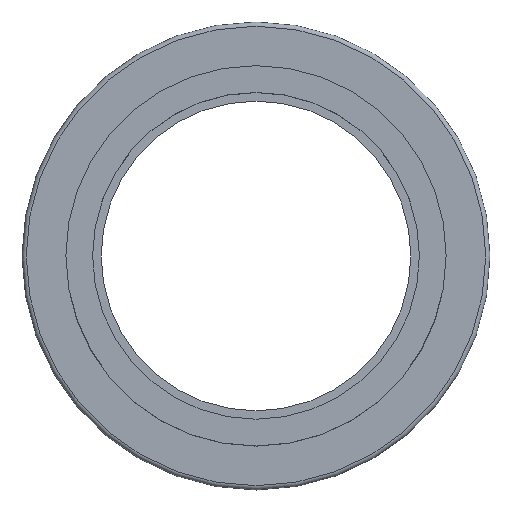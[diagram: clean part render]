
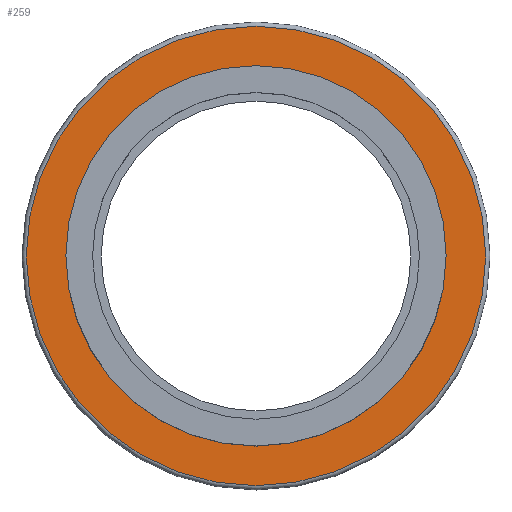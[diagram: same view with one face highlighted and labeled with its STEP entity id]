
A CAD part, top view. The second image highlights one B-rep face of the part: STEP entity #259.
In plain terms, the highlighted planar face has unit normal (0, 0, 1).
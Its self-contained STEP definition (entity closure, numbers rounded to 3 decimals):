
#31 = TOROIDAL_SURFACE('',#32,27.,0.5);
#32 = AXIS2_PLACEMENT_3D('',#33,#34,#35);
#33 = CARTESIAN_POINT('',(0.,0.,2.5));
#34 = DIRECTION('',(0.,0.,1.));
#35 = DIRECTION('',(1.,0.,0.));
#100 = VERTEX_POINT('',#101);
#101 = CARTESIAN_POINT('',(27.,0.,3.));
#126 = EDGE_CURVE('',#100,#100,#127,.T.);
#127 = SURFACE_CURVE('',#128,(#133,#162),.PCURVE_S1.);
#128 = CIRCLE('',#129,27.);
#129 = AXIS2_PLACEMENT_3D('',#130,#131,#132);
#130 = CARTESIAN_POINT('',(0.,0.,3.));
#131 = DIRECTION('',(0.,0.,-1.));
#132 = DIRECTION('',(-1.,0.,0.));
#133 = PCURVE('',#31,#134);
#134 = DEFINITIONAL_REPRESENTATION('',(#135),#161);
#135 = B_SPLINE_CURVE_WITH_KNOTS('',3,(#136,#137,#138,#139,#140,#141,
    #142,#143,#144,#145,#146,#147,#148,#149,#150,#151,#152,#153,#154,
    #155,#156,#157,#158,#159,#160),.UNSPECIFIED.,.F.,.F.,(4,1,1,1,1,1,1,
    1,1,1,1,1,1,1,1,1,1,1,1,1,1,1,4),(3.142,3.427,
    3.713,3.998,4.284,4.57,
    4.855,5.141,5.426,5.712,
    5.998,6.283,6.569,6.854,
    7.14,7.426,7.711,7.997,
    8.282,8.568,8.854,9.139,
    9.425),.QUASI_UNIFORM_KNOTS.);
#136 = CARTESIAN_POINT('',(6.283,7.854));
#137 = CARTESIAN_POINT('',(6.188,7.854));
#138 = CARTESIAN_POINT('',(5.998,7.854));
#139 = CARTESIAN_POINT('',(5.712,7.854));
#140 = CARTESIAN_POINT('',(5.426,7.854));
#141 = CARTESIAN_POINT('',(5.141,7.854));
#142 = CARTESIAN_POINT('',(4.855,7.854));
#143 = CARTESIAN_POINT('',(4.57,7.854));
#144 = CARTESIAN_POINT('',(4.284,7.854));
#145 = CARTESIAN_POINT('',(3.998,7.854));
#146 = CARTESIAN_POINT('',(3.713,7.854));
#147 = CARTESIAN_POINT('',(3.427,7.854));
#148 = CARTESIAN_POINT('',(3.142,7.854));
#149 = CARTESIAN_POINT('',(2.856,7.854));
#150 = CARTESIAN_POINT('',(2.57,7.854));
#151 = CARTESIAN_POINT('',(2.285,7.854));
#152 = CARTESIAN_POINT('',(1.999,7.854));
#153 = CARTESIAN_POINT('',(1.714,7.854));
#154 = CARTESIAN_POINT('',(1.428,7.854));
#155 = CARTESIAN_POINT('',(1.142,7.854));
#156 = CARTESIAN_POINT('',(0.857,7.854));
#157 = CARTESIAN_POINT('',(0.571,7.854));
#158 = CARTESIAN_POINT('',(0.286,7.854));
#159 = CARTESIAN_POINT('',(0.095,7.854));
#160 = CARTESIAN_POINT('',(0.,7.854));
#161 = ( GEOMETRIC_REPRESENTATION_CONTEXT(2) 
PARAMETRIC_REPRESENTATION_CONTEXT() REPRESENTATION_CONTEXT('2D SPACE',''
  ) );
#162 = PCURVE('',#163,#168);
#163 = PLANE('',#164);
#164 = AXIS2_PLACEMENT_3D('',#165,#166,#167);
#165 = CARTESIAN_POINT('',(0.,0.,3.)
  );
#166 = DIRECTION('',(0.,0.,1.));
#167 = DIRECTION('',(1.,0.,0.));
#168 = DEFINITIONAL_REPRESENTATION('',(#169),#177);
#169 = ( BOUNDED_CURVE() B_SPLINE_CURVE(2,(#170,#171,#172,#173,#174,#175
,#176),.UNSPECIFIED.,.F.,.F.) B_SPLINE_CURVE_WITH_KNOTS((1,2,2,2,2,1),(
    -2.094,0.,2.094,4.189,6.283,
8.378),.UNSPECIFIED.) CURVE() GEOMETRIC_REPRESENTATION_ITEM() 
RATIONAL_B_SPLINE_CURVE((1.,0.5,1.,0.5,1.,0.5,1.)) REPRESENTATION_ITEM(
  '') );
#170 = CARTESIAN_POINT('',(-27.,0.));
#171 = CARTESIAN_POINT('',(-27.,46.765));
#172 = CARTESIAN_POINT('',(13.5,23.383));
#173 = CARTESIAN_POINT('',(54.,0.));
#174 = CARTESIAN_POINT('',(13.5,-23.383));
#175 = CARTESIAN_POINT('',(-27.,-46.765));
#176 = CARTESIAN_POINT('',(-27.,0.));
#177 = ( GEOMETRIC_REPRESENTATION_CONTEXT(2) 
PARAMETRIC_REPRESENTATION_CONTEXT() REPRESENTATION_CONTEXT('2D SPACE',''
  ) );
#259 = ADVANCED_FACE('',(#260,#263),#163,.T.);
#260 = FACE_BOUND('',#261,.T.);
#261 = EDGE_LOOP('',(#262));
#262 = ORIENTED_EDGE('',*,*,#126,.F.);
#263 = FACE_BOUND('',#264,.T.);
#264 = EDGE_LOOP('',(#265));
#265 = ORIENTED_EDGE('',*,*,#266,.T.);
#266 = EDGE_CURVE('',#267,#267,#269,.T.);
#267 = VERTEX_POINT('',#268);
#268 = CARTESIAN_POINT('',(22.35,0.,3.));
#269 = SURFACE_CURVE('',#270,(#275,#286),.PCURVE_S1.);
#270 = CIRCLE('',#271,22.35);
#271 = AXIS2_PLACEMENT_3D('',#272,#273,#274);
#272 = CARTESIAN_POINT('',(0.,0.,3.));
#273 = DIRECTION('',(0.,0.,-1.));
#274 = DIRECTION('',(-1.,0.,0.));
#275 = PCURVE('',#163,#276);
#276 = DEFINITIONAL_REPRESENTATION('',(#277),#285);
#277 = ( BOUNDED_CURVE() B_SPLINE_CURVE(2,(#278,#279,#280,#281,#282,#283
,#284),.UNSPECIFIED.,.F.,.F.) B_SPLINE_CURVE_WITH_KNOTS((1,2,2,2,2,1),(
    -2.094,0.,2.094,4.189,6.283,
8.378),.UNSPECIFIED.) CURVE() GEOMETRIC_REPRESENTATION_ITEM() 
RATIONAL_B_SPLINE_CURVE((1.,0.5,1.,0.5,1.,0.5,1.)) REPRESENTATION_ITEM(
  '') );
#278 = CARTESIAN_POINT('',(-22.35,0.));
#279 = CARTESIAN_POINT('',(-22.35,38.711));
#280 = CARTESIAN_POINT('',(11.175,19.356));
#281 = CARTESIAN_POINT('',(44.7,0.));
#282 = CARTESIAN_POINT('',(11.175,-19.356));
#283 = CARTESIAN_POINT('',(-22.35,-38.711));
#284 = CARTESIAN_POINT('',(-22.35,0.));
#285 = ( GEOMETRIC_REPRESENTATION_CONTEXT(2) 
PARAMETRIC_REPRESENTATION_CONTEXT() REPRESENTATION_CONTEXT('2D SPACE',''
  ) );
#286 = PCURVE('',#287,#292);
#287 = CYLINDRICAL_SURFACE('',#288,22.35);
#288 = AXIS2_PLACEMENT_3D('',#289,#290,#291);
#289 = CARTESIAN_POINT('',(0.,0.,3.));
#290 = DIRECTION('',(0.,0.,1.));
#291 = DIRECTION('',(-1.,0.,0.));
#292 = DEFINITIONAL_REPRESENTATION('',(#293),#319);
#293 = B_SPLINE_CURVE_WITH_KNOTS('',3,(#294,#295,#296,#297,#298,#299,
    #300,#301,#302,#303,#304,#305,#306,#307,#308,#309,#310,#311,#312,
    #313,#314,#315,#316,#317,#318),.UNSPECIFIED.,.F.,.F.,(4,1,1,1,1,1,1,
    1,1,1,1,1,1,1,1,1,1,1,1,1,1,1,4),(3.142,3.427,
    3.713,3.998,4.284,4.57,
    4.855,5.141,5.426,5.712,
    5.998,6.283,6.569,6.854,
    7.14,7.426,7.711,7.997,
    8.282,8.568,8.854,9.139,
    9.425),.QUASI_UNIFORM_KNOTS.);
#294 = CARTESIAN_POINT('',(9.425,0.));
#295 = CARTESIAN_POINT('',(9.33,0.));
#296 = CARTESIAN_POINT('',(9.139,0.));
#297 = CARTESIAN_POINT('',(8.854,0.));
#298 = CARTESIAN_POINT('',(8.568,0.));
#299 = CARTESIAN_POINT('',(8.282,0.));
#300 = CARTESIAN_POINT('',(7.997,0.));
#301 = CARTESIAN_POINT('',(7.711,0.));
#302 = CARTESIAN_POINT('',(7.426,0.));
#303 = CARTESIAN_POINT('',(7.14,0.));
#304 = CARTESIAN_POINT('',(6.854,0.));
#305 = CARTESIAN_POINT('',(6.569,0.));
#306 = CARTESIAN_POINT('',(6.283,0.));
#307 = CARTESIAN_POINT('',(5.998,0.));
#308 = CARTESIAN_POINT('',(5.712,0.));
#309 = CARTESIAN_POINT('',(5.426,0.));
#310 = CARTESIAN_POINT('',(5.141,0.));
#311 = CARTESIAN_POINT('',(4.855,0.));
#312 = CARTESIAN_POINT('',(4.57,0.));
#313 = CARTESIAN_POINT('',(4.284,0.));
#314 = CARTESIAN_POINT('',(3.998,0.));
#315 = CARTESIAN_POINT('',(3.713,0.));
#316 = CARTESIAN_POINT('',(3.427,0.));
#317 = CARTESIAN_POINT('',(3.237,0.));
#318 = CARTESIAN_POINT('',(3.142,0.));
#319 = ( GEOMETRIC_REPRESENTATION_CONTEXT(2) 
PARAMETRIC_REPRESENTATION_CONTEXT() REPRESENTATION_CONTEXT('2D SPACE',''
  ) );
